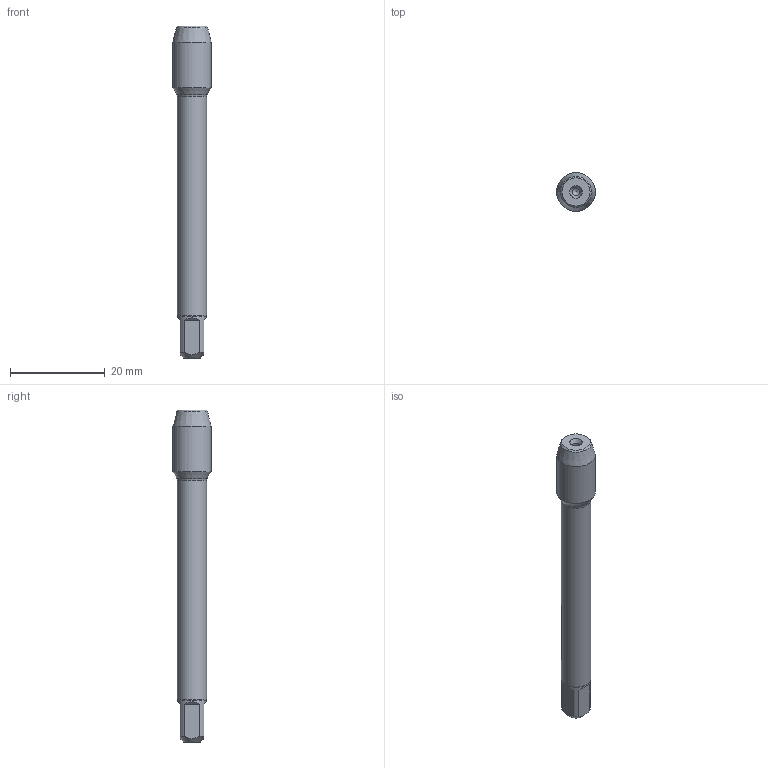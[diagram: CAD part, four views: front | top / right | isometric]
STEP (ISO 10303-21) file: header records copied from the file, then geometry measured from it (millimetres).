
FILE_DESCRIPTION(/* description */ (''),/* implementation_level */ '2;1');
FILE_NAME(/* name */ 'd604_20220506_075911_tb_1.stp',/* time_stamp */ '2022-05-06T08:01:00+02:00',/* author */ (''),/* organization */ ('SMS'),/* preprocessor_version */ 'ST-DEVELOPER v16.7',/* originating_system */ 'SIEMENS PLM Software NX 12.0',/* authorisation */ '');
FILE_SCHEMA (('AUTOMOTIVE_DESIGN { 1 0 10303 214 3 1 1 1 }'));
Length unit declared in the file: millimetre
Products named in the file (1): D604_20220506_075911_TB_1
Bounding box: 8.14 x 8.14 x 70 mm (x, y, z)
Volume: 2299.7 mm3; surface area: 1505.9 mm2
Topology: 1 solids, 1 shells, 26 faces, 112 edges, 142 vertices
Faces by surface type: plane 11, cone 9, cylinder 5, torus 1
Full cylindrical faces by diameter (mm): 1.6 x2, 5.952 x1, 6.2 x1, 8.141 x1
Entity records: 1131 total; most frequent: CARTESIAN_POINT 174, DIRECTION 163, ORIENTED_EDGE 80, LINE 61, VECTOR 61, STYLED_ITEM 54, PRESENTATION_STYLE_ASSIGNMENT 54, AXIS2_PLACEMENT_3D 51
